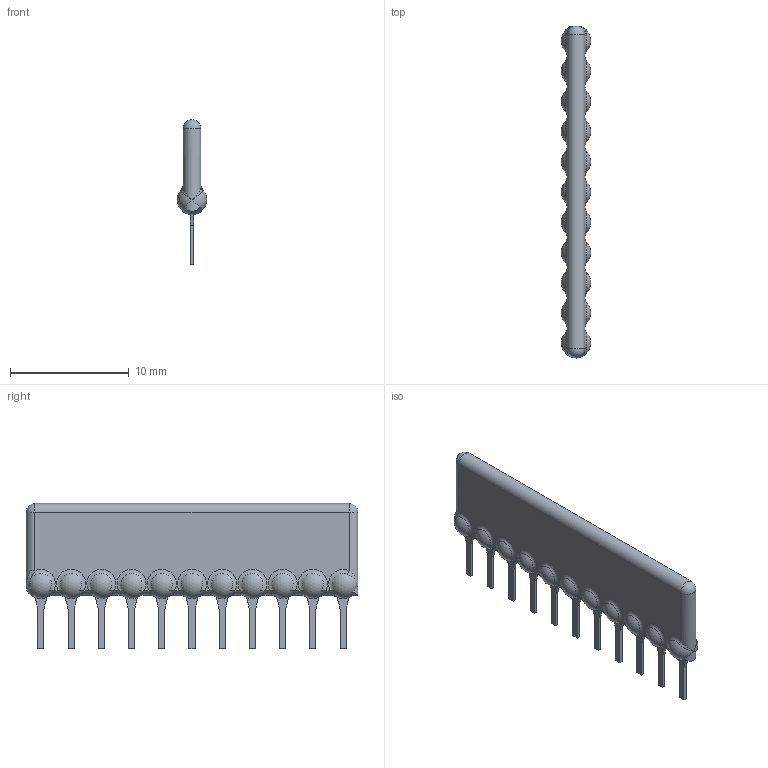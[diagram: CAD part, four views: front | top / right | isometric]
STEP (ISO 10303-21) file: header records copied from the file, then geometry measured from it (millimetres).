
FILE_DESCRIPTION((''),'2;1');
FILE_NAME('4614H','2012-08-22T',('ryans'),('Bourns, Inc.'),'PRO/ENGINEER BY PARAMETRIC TECHNOLOGY CORPORATION, 2010100','PRO/ENGINEER BY PARAMETRIC TECHNOLOGY CORPORATION, 2010100','');
FILE_SCHEMA(('CONFIG_CONTROL_DESIGN'));
Length unit declared in the file: millimetre
Products named in the file (1): 4614H
Bounding box: 2.48 x 27.89 x 12.19 mm (x, y, z)
Volume: 338.5 mm3; surface area: 620.8 mm2
Topology: 1 solids, 23 shells, 267 faces, 580 edges, 366 vertices
Faces by surface type: plane 124, torus 44, cone 44, cylinder 37, sphere 13, bspline 5
Entity records: 8027 total; most frequent: CARTESIAN_POINT 2343, ORIENTED_EDGE 1152, DIRECTION 1144, EDGE_CURVE 576, AXIS2_PLACEMENT_3D 449, VERTEX_POINT 366, EDGE_LOOP 278, FACE_OUTER_BOUND 267
